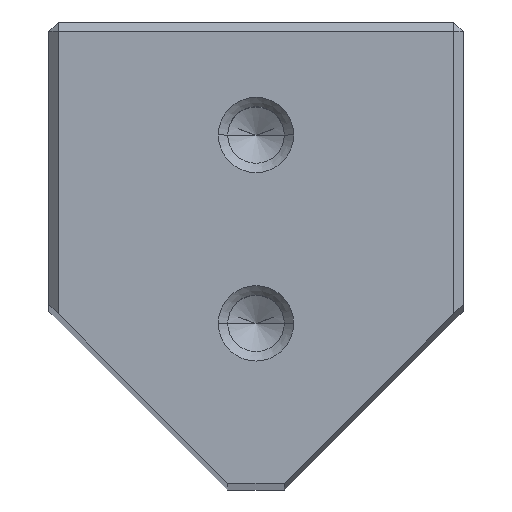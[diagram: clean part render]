
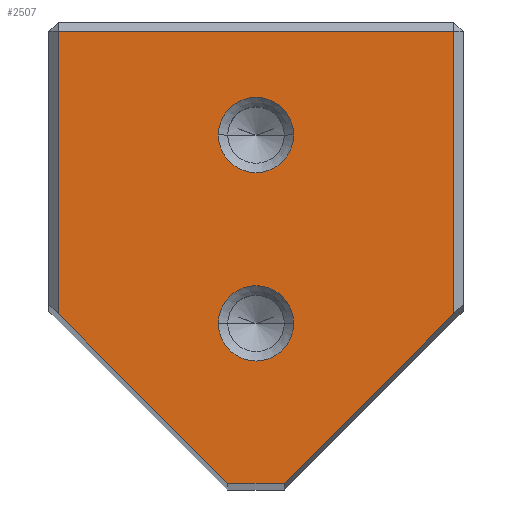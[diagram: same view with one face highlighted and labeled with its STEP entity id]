
A CAD part, top view. The second image highlights one B-rep face of the part: STEP entity #2507.
In plain terms, the highlighted planar face has unit normal (0, 0, 1).
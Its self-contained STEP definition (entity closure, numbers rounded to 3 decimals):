
#2507=ADVANCED_FACE('',(#3321,#3322,#3323),#2836,.T.);
#2836=PLANE('',#8464);
#3061=CIRCLE('',#8409,2.);
#3063=CIRCLE('',#8412,2.);
#3092=CIRCLE('',#8462,2.);
#3093=CIRCLE('',#8463,2.);
#3321=FACE_BOUND('',#3403,.T.);
#3322=FACE_BOUND('',#3404,.T.);
#3323=FACE_BOUND('',#3405,.T.);
#3403=EDGE_LOOP('',(#4103,#4104));
#3404=EDGE_LOOP('',(#4105,#4106));
#3405=EDGE_LOOP('',(#4107,#4108,#4109,#4110,#4111,#4112));
#4103=ORIENTED_EDGE('',*,*,#6403,.T.);
#4104=ORIENTED_EDGE('',*,*,#6480,.T.);
#4105=ORIENTED_EDGE('',*,*,#6399,.T.);
#4106=ORIENTED_EDGE('',*,*,#6481,.T.);
#4107=ORIENTED_EDGE('',*,*,#6463,.T.);
#4108=ORIENTED_EDGE('',*,*,#6482,.T.);
#4109=ORIENTED_EDGE('',*,*,#6483,.T.);
#4110=ORIENTED_EDGE('',*,*,#6484,.T.);
#4111=ORIENTED_EDGE('',*,*,#6469,.T.);
#4112=ORIENTED_EDGE('',*,*,#6465,.T.);
#5799=VERTEX_POINT('',#10764);
#5800=VERTEX_POINT('',#10766);
#5803=VERTEX_POINT('',#10773);
#5804=VERTEX_POINT('',#10775);
#5845=VERTEX_POINT('',#10891);
#5846=VERTEX_POINT('',#10893);
#5847=VERTEX_POINT('',#10897);
#5850=VERTEX_POINT('',#10905);
#5857=VERTEX_POINT('',#10928);
#5858=VERTEX_POINT('',#10930);
#6399=EDGE_CURVE('',#5800,#5799,#3061,.T.);
#6403=EDGE_CURVE('',#5804,#5803,#3063,.T.);
#6463=EDGE_CURVE('',#5846,#5845,#7253,.T.);
#6465=EDGE_CURVE('',#5847,#5846,#7255,.T.);
#6469=EDGE_CURVE('',#5850,#5847,#7259,.T.);
#6480=EDGE_CURVE('',#5803,#5804,#3092,.T.);
#6481=EDGE_CURVE('',#5799,#5800,#3093,.T.);
#6482=EDGE_CURVE('',#5845,#5857,#7268,.T.);
#6483=EDGE_CURVE('',#5857,#5858,#7269,.T.);
#6484=EDGE_CURVE('',#5858,#5850,#7270,.T.);
#7253=LINE('',#10892,#7923);
#7255=LINE('',#10896,#7925);
#7259=LINE('',#10904,#7929);
#7268=LINE('',#10927,#7938);
#7269=LINE('',#10929,#7939);
#7270=LINE('',#10931,#7940);
#7923=VECTOR('',#9041,1.);
#7925=VECTOR('',#9045,1.);
#7929=VECTOR('',#9051,1.);
#7938=VECTOR('',#9074,1.);
#7939=VECTOR('',#9075,1.);
#7940=VECTOR('',#9076,1.);
#8409=AXIS2_PLACEMENT_3D('',#10765,#8914,#8915);
#8412=AXIS2_PLACEMENT_3D('',#10774,#8922,#8923);
#8462=AXIS2_PLACEMENT_3D('',#10925,#9070,#9071);
#8463=AXIS2_PLACEMENT_3D('',#10926,#9072,#9073);
#8464=AXIS2_PLACEMENT_3D('',#10932,#9077,#9078);
#8914=DIRECTION('',(0.,0.,-1.));
#8915=DIRECTION('',(1.,0.,0.));
#8922=DIRECTION('',(0.,0.,-1.));
#8923=DIRECTION('',(1.,0.,0.));
#9041=DIRECTION('',(0.707,0.707,0.));
#9045=DIRECTION('',(1.,0.,0.));
#9051=DIRECTION('',(0.707,-0.707,0.));
#9070=DIRECTION('',(0.,0.,-1.));
#9071=DIRECTION('',(1.,0.,0.));
#9072=DIRECTION('',(0.,0.,-1.));
#9073=DIRECTION('',(1.,0.,0.));
#9074=DIRECTION('',(0.,1.,0.));
#9075=DIRECTION('',(-1.,0.,0.));
#9076=DIRECTION('',(0.,-1.,0.));
#9077=DIRECTION('',(0.,0.,1.));
#9078=DIRECTION('',(1.,0.,0.));
#10764=CARTESIAN_POINT('',(-2.,38.,0.));
#10765=CARTESIAN_POINT('',(0.,38.,0.));
#10766=CARTESIAN_POINT('',(2.,38.,0.));
#10773=CARTESIAN_POINT('',(-2.,28.,0.));
#10774=CARTESIAN_POINT('',(0.,28.,0.));
#10775=CARTESIAN_POINT('',(2.,28.,0.));
#10891=CARTESIAN_POINT('',(10.5,28.5,0.));
#10892=CARTESIAN_POINT('',(1.5,19.5,0.));
#10893=CARTESIAN_POINT('',(1.5,19.5,0.));
#10896=CARTESIAN_POINT('',(-1.5,19.5,0.));
#10897=CARTESIAN_POINT('',(-1.5,19.5,0.));
#10904=CARTESIAN_POINT('',(-1.5,19.5,0.));
#10905=CARTESIAN_POINT('',(-10.5,28.5,0.));
#10925=CARTESIAN_POINT('',(0.,28.,0.));
#10926=CARTESIAN_POINT('',(0.,38.,0.));
#10927=CARTESIAN_POINT('',(10.5,18.,0.));
#10928=CARTESIAN_POINT('',(10.5,43.5,0.));
#10929=CARTESIAN_POINT('',(0.,43.5,0.));
#10930=CARTESIAN_POINT('',(-10.5,43.5,0.));
#10931=CARTESIAN_POINT('',(-10.5,18.,0.));
#10932=CARTESIAN_POINT('',(0.,18.,0.));
